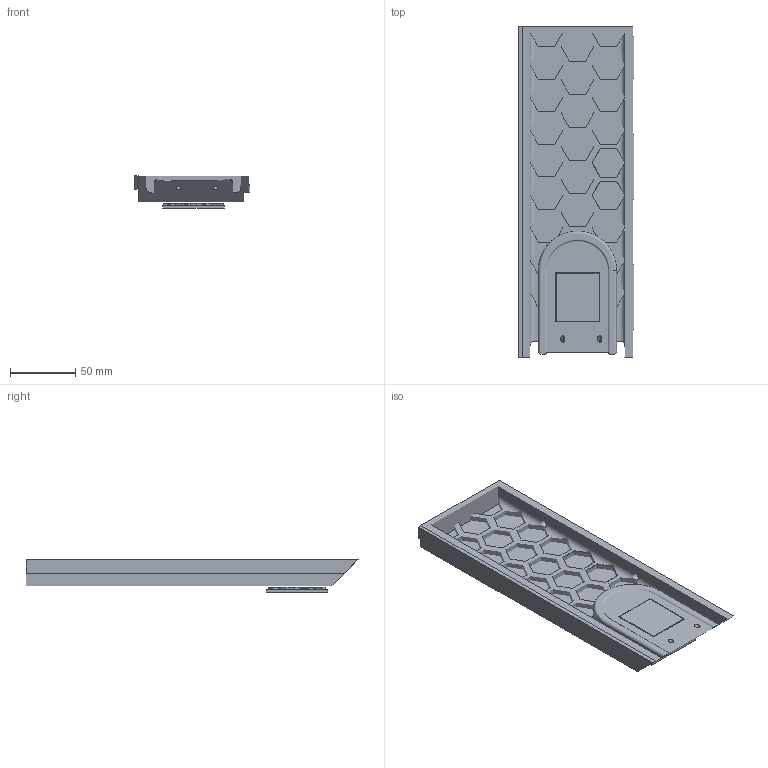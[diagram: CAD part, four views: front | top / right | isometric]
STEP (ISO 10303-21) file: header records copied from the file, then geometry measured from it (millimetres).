
FILE_DESCRIPTION(/* description */ ('STEP AP242','CAx-IF Rec.Pracs.---Representation and Presentation of Product Manufacturing Information (PMI)---4.0---2014-10-13','CAx-IF Rec.Pracs.---3D Tessellated Geometry---0.4---2014-09-14','2;1'),/* implementation_level */ '2;1');
FILE_NAME(/* name */ 'top skirt skirt disco',/* time_stamp */ '2025-04-28T23:06:54Z',/* author */ (''),/* organization */ (''),/* preprocessor_version */ 'ST-DEVELOPER v20',/* originating_system */ 'ONSHAPE BY PTC INC, 1.197',/* authorisation */ ' ');
FILE_SCHEMA (('AP242_MANAGED_MODEL_BASED_3D_ENGINEERING_MIM_LF { 1 0 10303 442 1 1 4 }'));
Length unit declared in the file: metre
Products named in the file (4): Disco Skirt PCB Blank; Part 6; Part 5; Part 1
Bounding box: 88.75 x 255 x 25 mm (x, y, z)
Volume: 64543.1 mm3; surface area: 99435.2 mm2
Topology: 3 solids, 16 shells, 157 faces, 380 edges, 257 vertices
Faces by surface type: plane 148, cylinder 6, other 3
Full cylindrical faces by diameter (mm): 3.1 x2, 3.3 x2, 3.4 x2
Entity records: 4963 total; most frequent: CARTESIAN_POINT 1111, ORIENTED_EDGE 690, DIRECTION 642, EDGE_CURVE 370, LINE 314, VECTOR 314, VERTEX_POINT 253, EDGE_LOOP 184
